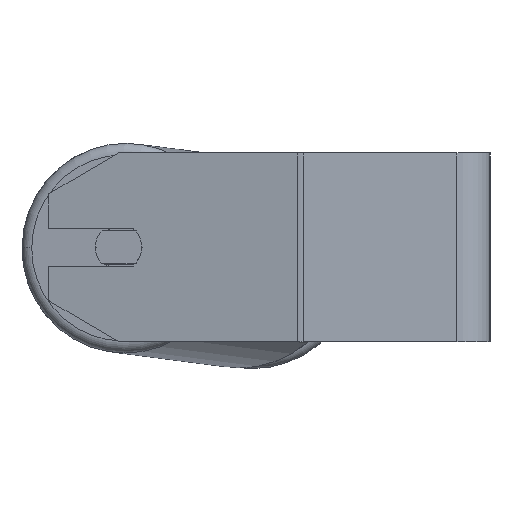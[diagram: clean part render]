
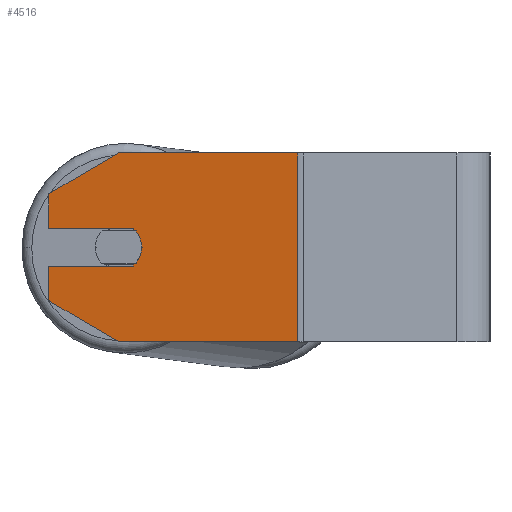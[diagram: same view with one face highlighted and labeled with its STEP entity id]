
A CAD part, left-side view. The second image highlights one B-rep face of the part: STEP entity #4516.
In plain terms, the highlighted planar face has unit normal (-0.985, 0.174, 0).
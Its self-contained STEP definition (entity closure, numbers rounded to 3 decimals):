
#130 = VERTEX_POINT ( 'NONE', #3713 ) ;
#155 = ORIENTED_EDGE ( 'NONE', *, *, #3940, .T. ) ;
#410 = EDGE_CURVE ( 'NONE', #2489, #3383, #6277, .T. ) ;
#480 = VECTOR ( 'NONE', #2897, 1000. ) ;
#599 = CARTESIAN_POINT ( 'NONE',  ( -478.13, 147.754, 0. ) ) ;
#793 = EDGE_CURVE ( 'NONE', #3611, #4055, #2232, .T. ) ;
#837 = CARTESIAN_POINT ( 'NONE',  ( -471.184, 187.146, 40. ) ) ;
#866 = ORIENTED_EDGE ( 'NONE', *, *, #4629, .F. ) ;
#918 = DIRECTION ( 'NONE',  ( -0.174, -0.985, 0. ) ) ;
#945 = VECTOR ( 'NONE', #918, 1000. ) ;
#1239 = LINE ( 'NONE', #5313, #8001 ) ;
#1249 = DIRECTION ( 'NONE',  ( 0.174, 0.985, 0. ) ) ;
#1417 = CARTESIAN_POINT ( 'NONE',  ( -476.394, 157.602, -40. ) ) ;
#1454 = VECTOR ( 'NONE', #1509, 1000. ) ;
#1481 = VERTEX_POINT ( 'NONE', #8365 ) ;
#1491 = VECTOR ( 'NONE', #4251, 1000. ) ;
#1509 = DIRECTION ( 'NONE',  ( 0., 0., -1. ) ) ;
#1536 = CARTESIAN_POINT ( 'NONE',  ( -471.184, 187.146, -22.679 ) ) ;
#1618 = CARTESIAN_POINT ( 'NONE',  ( -477.436, 151.693, -8. ) ) ;
#1698 = ORIENTED_EDGE ( 'NONE', *, *, #3228, .F. ) ;
#1839 = VECTOR ( 'NONE', #1884, 1000. ) ;
#1884 = DIRECTION ( 'NONE',  ( -0.174, -0.985, 0. ) ) ;
#1985 = VERTEX_POINT ( 'NONE', #1536 ) ;
#1999 = CARTESIAN_POINT ( 'NONE',  ( -471.184, 187.146, 40. ) ) ;
#2232 = LINE ( 'NONE', #3064, #8663 ) ;
#2319 = LINE ( 'NONE', #5650, #480 ) ;
#2335 = LINE ( 'NONE', #6282, #1491 ) ;
#2489 = VERTEX_POINT ( 'NONE', #6506 ) ;
#2725 = EDGE_CURVE ( 'NONE', #7769, #2489, #2335, .T. ) ;
#2897 = DIRECTION ( 'NONE',  ( 0., 0., -1. ) ) ;
#3064 = CARTESIAN_POINT ( 'NONE',  ( -489.787, 81.644, 40. ) ) ;
#3094 = CARTESIAN_POINT ( 'NONE',  ( -471.184, 187.146, 8. ) ) ;
#3124 = DIRECTION ( 'NONE',  ( 0.174, 0.985, 0. ) ) ;
#3228 = EDGE_CURVE ( 'NONE', #8013, #130, #3316, .T. ) ;
#3316 = CIRCLE ( 'NONE', #6440, 10. ) ;
#3383 = VERTEX_POINT ( 'NONE', #3094 ) ;
#3611 = VERTEX_POINT ( 'NONE', #7590 ) ;
#3713 = CARTESIAN_POINT ( 'NONE',  ( -477.436, 151.693, 8. ) ) ;
#3940 = EDGE_CURVE ( 'NONE', #1985, #5644, #6729, .T. ) ;
#3961 = CARTESIAN_POINT ( 'NONE',  ( -489.787, 81.644, -40. ) ) ;
#4055 = VERTEX_POINT ( 'NONE', #3961 ) ;
#4122 = DIRECTION ( 'NONE',  ( -0.15, -0.853, -0.5 ) ) ;
#4251 = DIRECTION ( 'NONE',  ( 0.15, 0.853, -0.5 ) ) ;
#4516 = ADVANCED_FACE ( 'NONE', ( #5855 ), #4618, .F. ) ;
#4612 = ORIENTED_EDGE ( 'NONE', *, *, #4911, .F. ) ;
#4618 = PLANE ( 'NONE',  #8284 ) ;
#4629 = EDGE_CURVE ( 'NONE', #7769, #3611, #4879, .T. ) ;
#4879 = LINE ( 'NONE', #1999, #6724 ) ;
#4911 = EDGE_CURVE ( 'NONE', #130, #3383, #1239, .T. ) ;
#5313 = CARTESIAN_POINT ( 'NONE',  ( -477.436, 151.693, 8. ) ) ;
#5484 = VERTEX_POINT ( 'NONE', #1618 ) ;
#5644 = VERTEX_POINT ( 'NONE', #7203 ) ;
#5650 = CARTESIAN_POINT ( 'NONE',  ( -471.184, 187.146, 40. ) ) ;
#5682 = DIRECTION ( 'NONE',  ( -0.985, 0.174, 0. ) ) ;
#5851 = ORIENTED_EDGE ( 'NONE', *, *, #6916, .T. ) ;
#5855 = FACE_OUTER_BOUND ( 'NONE', #8637, .T. ) ;
#5983 = CARTESIAN_POINT ( 'NONE',  ( -476.394, 157.602, 40. ) ) ;
#6190 = CARTESIAN_POINT ( 'NONE',  ( -476.394, 157.602, 0. ) ) ;
#6277 = LINE ( 'NONE', #837, #1454 ) ;
#6278 = CIRCLE ( 'NONE', #7850, 10. ) ;
#6282 = CARTESIAN_POINT ( 'NONE',  ( -471.184, 187.146, 22.679 ) ) ;
#6357 = EDGE_CURVE ( 'NONE', #1481, #5484, #7041, .T. ) ;
#6437 = ORIENTED_EDGE ( 'NONE', *, *, #793, .F. ) ;
#6440 = AXIS2_PLACEMENT_3D ( 'NONE', #7726, #5682, #7639 ) ;
#6490 = ORIENTED_EDGE ( 'NONE', *, *, #2725, .T. ) ;
#6506 = CARTESIAN_POINT ( 'NONE',  ( -471.184, 187.146, 22.679 ) ) ;
#6691 = DIRECTION ( 'NONE',  ( 0.985, -0.174, 0. ) ) ;
#6724 = VECTOR ( 'NONE', #8072, 1000. ) ;
#6729 = LINE ( 'NONE', #1417, #8727 ) ;
#6916 = EDGE_CURVE ( 'NONE', #5644, #4055, #7166, .T. ) ;
#7041 = LINE ( 'NONE', #7122, #945 ) ;
#7122 = CARTESIAN_POINT ( 'NONE',  ( -477.436, 151.693, -8. ) ) ;
#7151 = DIRECTION ( 'NONE',  ( 0., 0., -1. ) ) ;
#7166 = LINE ( 'NONE', #7247, #1839 ) ;
#7192 = CARTESIAN_POINT ( 'NONE',  ( -471.184, 187.146, 40. ) ) ;
#7203 = CARTESIAN_POINT ( 'NONE',  ( -476.394, 157.602, -40. ) ) ;
#7247 = CARTESIAN_POINT ( 'NONE',  ( -471.184, 187.146, -40. ) ) ;
#7338 = ORIENTED_EDGE ( 'NONE', *, *, #6357, .F. ) ;
#7434 = DIRECTION ( 'NONE',  ( -0.174, -0.985, 0. ) ) ;
#7590 = CARTESIAN_POINT ( 'NONE',  ( -489.787, 81.644, 40. ) ) ;
#7639 = DIRECTION ( 'NONE',  ( -0.174, -0.985, 0. ) ) ;
#7726 = CARTESIAN_POINT ( 'NONE',  ( -476.394, 157.602, 0. ) ) ;
#7769 = VERTEX_POINT ( 'NONE', #5983 ) ;
#7775 = ORIENTED_EDGE ( 'NONE', *, *, #410, .T. ) ;
#7850 = AXIS2_PLACEMENT_3D ( 'NONE', #6190, #8192, #7434 ) ;
#8001 = VECTOR ( 'NONE', #3124, 1000. ) ;
#8013 = VERTEX_POINT ( 'NONE', #599 ) ;
#8072 = DIRECTION ( 'NONE',  ( -0.174, -0.985, 0. ) ) ;
#8171 = EDGE_CURVE ( 'NONE', #5484, #8013, #6278, .T. ) ;
#8192 = DIRECTION ( 'NONE',  ( -0.985, 0.174, 0. ) ) ;
#8284 = AXIS2_PLACEMENT_3D ( 'NONE', #7192, #6691, #1249 ) ;
#8365 = CARTESIAN_POINT ( 'NONE',  ( -471.184, 187.146, -8. ) ) ;
#8367 = EDGE_CURVE ( 'NONE', #1481, #1985, #2319, .T. ) ;
#8586 = ORIENTED_EDGE ( 'NONE', *, *, #8171, .F. ) ;
#8637 = EDGE_LOOP ( 'NONE', ( #8586, #7338, #8743, #155, #5851, #6437, #866, #6490, #7775, #4612, #1698 ) ) ;
#8663 = VECTOR ( 'NONE', #7151, 1000. ) ;
#8727 = VECTOR ( 'NONE', #4122, 1000. ) ;
#8743 = ORIENTED_EDGE ( 'NONE', *, *, #8367, .T. ) ;
